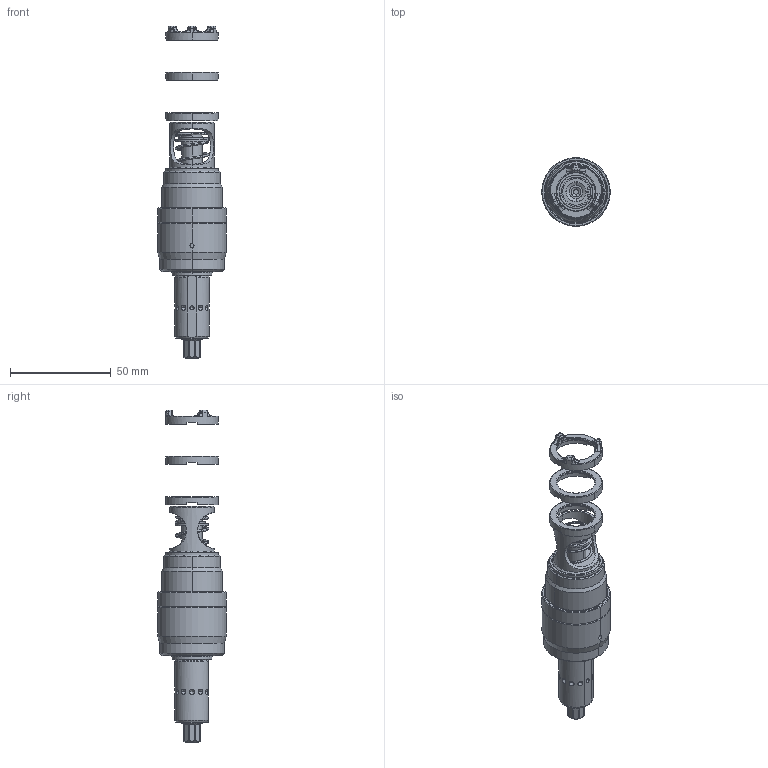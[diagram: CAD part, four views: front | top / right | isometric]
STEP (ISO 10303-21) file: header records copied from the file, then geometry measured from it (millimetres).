
FILE_DESCRIPTION((''),'2;1');
FILE_NAME('EXT_COMP_SW0045','2019-11-18T09:49:45',('INEextrab'),(''),'CREO PARAMETRIC BY PTC INC, 2018100','CREO PARAMETRIC BY PTC INC, 2018100','');
FILE_SCHEMA(('AP242_MANAGED_MODEL_BASED_3D_ENGINEERING_MIM_LF { 1 0 10303 442 1 1 4 }'));
Length unit declared in the file: inch
Products named in the file (1): EXT_COMP_SW0045
Bounding box: 34 x 34 x 164.67 mm (x, y, z)
Volume: 52546.2 mm3; surface area: 17782 mm2
Topology: 4 solids, 5 shells, 355 faces, 853 edges, 512 vertices
Faces by surface type: cylinder 114, plane 93, cone 60, torus 46, bspline 30, sphere 12
Entity records: 18359 total; most frequent: CARTESIAN_POINT 7224, DIRECTION 1722, ORIENTED_EDGE 1654, EDGE_CURVE 827, AXIS2_PLACEMENT_3D 722, VERTEX_POINT 512, FILL_AREA_STYLE_COLOUR 478, FILL_AREA_STYLE 478
